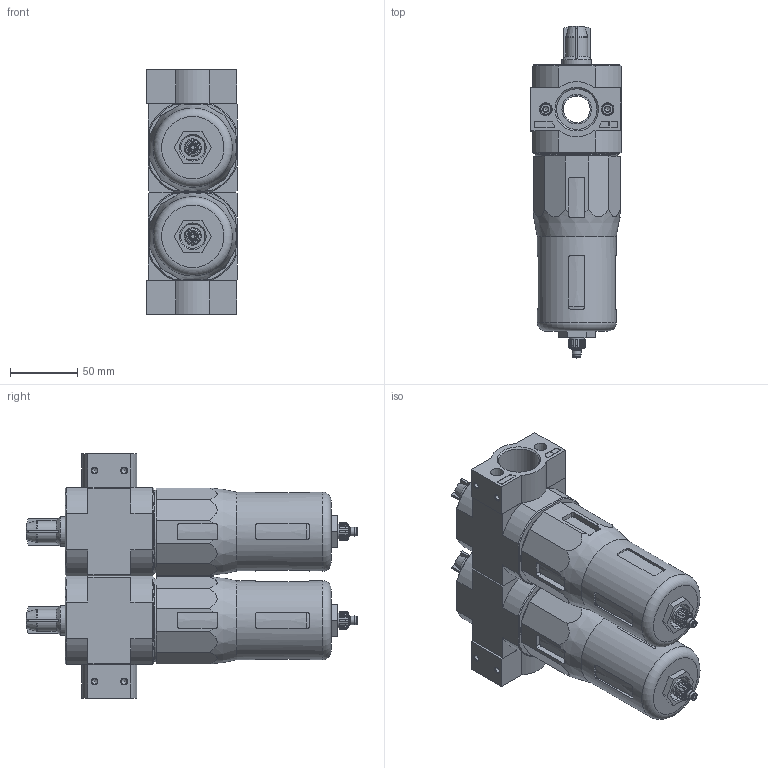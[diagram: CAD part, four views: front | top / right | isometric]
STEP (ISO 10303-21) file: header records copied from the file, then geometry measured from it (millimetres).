
FILE_DESCRIPTION(/* description */ ('STEP AP214'),/* implementation_level */ '2;1');
FILE_NAME(/* name */ '532872_LFMBA-1-D-MAXI-DA',/* time_stamp */ '2024-09-03T16:47:27+02:00',/* author */ ('License CC BY-ND 4.0'),/* organization */ ('CADENAS'),/* preprocessor_version */ 'ST-DEVELOPER v19.3',/* originating_system */ 'PARTsolutions',/* authorisation */ ' ');
FILE_SCHEMA (('AUTOMOTIVE_DESIGN {1 0 10303 214 3 1 1}'));
Length unit declared in the file: millimetre
Products named in the file (9): 532872 LFMBA-1-D-MAXI-DA; 380313 PBL-1-D-MAXI-L---(1) p1; DIN-912 - M5x20(F); 380315 PBL-1-D-MAXI-R---(0) p1; 670985 LFMB-D-MAXI-DA; 648415 LF; 373059 LF-D-MAXI; 670979 LFMA-D-MAXI-DA; 234370 FRB-D-MAXI
Assembly tree (14 placements, depth 2):
  532872 LFMBA-1-D-MAXI-DA
    380313 PBL-1-D-MAXI-L---(1) p1
    DIN-912 - M5x20(F)  x4
    380315 PBL-1-D-MAXI-R---(0) p1
    670985 LFMB-D-MAXI-DA
    648415 LF  x2
    373059 LF-D-MAXI  x2
    670979 LFMA-D-MAXI-DA
    234370 FRB-D-MAXI  x2
Bounding box: 67.1 x 247 x 182 mm (x, y, z)
Volume: 1343038.4 mm3; surface area: 160592 mm2
Topology: 14 solids, 14 shells, 824 faces, 2020 edges, 1284 vertices
Faces by surface type: plane 413, cylinder 209, cone 154, torus 46, sphere 2
Full cylindrical faces by diameter (mm): 3 x2, 3.7 x2, 4.134 x10, 5 x6, 5.6 x2, 6.4 x2, 6.8 x2, 7 x6, 7.1 x2, 7.3 x2, 8.5 x4, 9 x2, 11.2 x2, 12.6 x2, 18 x2, 22 x6, 22.2 x2, 30 x4, 30.291 x2, 58.8 x2, 62 x4
Entity records: 22049 total; most frequent: CARTESIAN_POINT 4347, DIRECTION 2932, ORIENTED_EDGE 2914, EDGE_CURVE 1457, AXIS2_PLACEMENT_3D 1142, VERTEX_POINT 1023, FACE_BOUND 864, EDGE_LOOP 856
